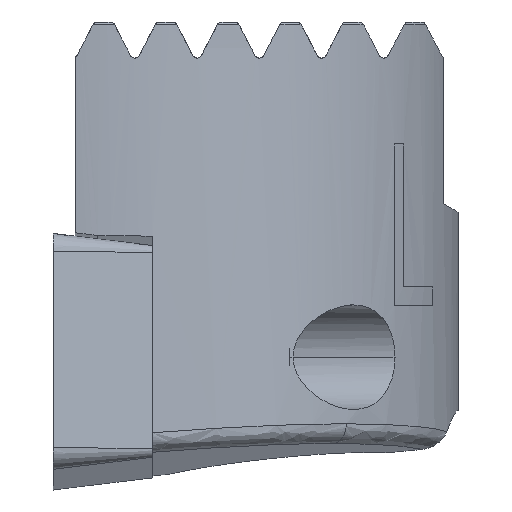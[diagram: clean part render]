
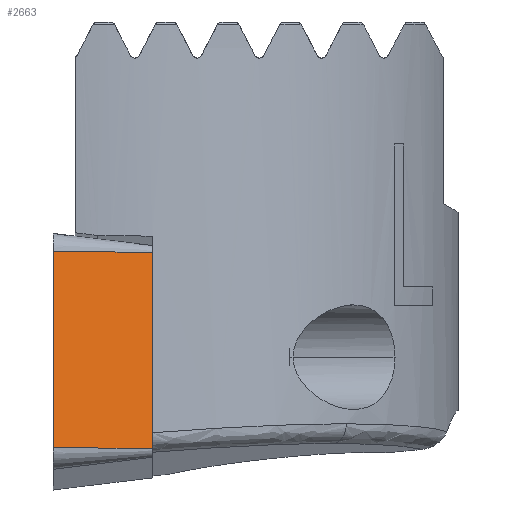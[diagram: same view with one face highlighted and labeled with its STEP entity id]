
A CAD part, left-side view. The second image highlights one B-rep face of the part: STEP entity #2663.
In plain terms, the highlighted planar face has unit normal (-0.987, -0.122, 0.104).
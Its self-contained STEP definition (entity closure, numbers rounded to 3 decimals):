
#1629=EDGE_CURVE('NONE',#2275,#3315,#4118,.T.);
#2093=EDGE_CURVE('NONE',#3495,#2275,#4627,.T.);
#2275=VERTEX_POINT('NONE',#4825);
#2297=EDGE_CURVE('NONE',#3495,#2923,#4850,.T.);
#2633=EDGE_CURVE('NONE',#3315,#2923,#5220,.T.);
#2663=ADVANCED_FACE('NONE',(#5252),#5253,.T.);
#2923=VERTEX_POINT('NONE',#5536);
#3315=VERTEX_POINT('NONE',#5958);
#3495=VERTEX_POINT('NONE',#6159);
#4118=LINE('',#7452,#7453);
#4627=LINE('',#8352,#8353);
#4825=CARTESIAN_POINT('',(0.489,-3.57,1.661));
#4850=LINE('',#8694,#8695);
#5220=LINE('',#9247,#9248);
#5252=FACE_OUTER_BOUND('',#9311,.T.);
#5253=PLANE('',#9312);
#5536=CARTESIAN_POINT('',(0.833,0.4,9.594));
#5958=CARTESIAN_POINT('',(0.004,0.4,1.712));
#6159=CARTESIAN_POINT('',(1.318,-3.57,9.543));
#7452=CARTESIAN_POINT('',(0.004,0.4,1.712));
#7453=VECTOR('',#12310,1000.0);
#8352=CARTESIAN_POINT('',(0.489,-3.57,1.661));
#8353=VECTOR('',#12870,1000.0);
#8694=CARTESIAN_POINT('',(0.833,0.4,9.594));
#8695=VECTOR('',#13115,1000.0);
#9247=CARTESIAN_POINT('',(0.004,0.4,1.712));
#9248=VECTOR('',#13628,1000.0);
#9311=EDGE_LOOP('',(#13656,#13657,#13658,#13659));
#9312=AXIS2_PLACEMENT_3D('',#13660,#13661,#13662);
#12310=DIRECTION('',(-0.121,0.993,0.013));
#12870=DIRECTION('',(-0.105,0.,-0.995));
#13115=DIRECTION('',(-0.121,0.993,0.013));
#13628=DIRECTION('',(0.105,0.,0.995));
#13656=ORIENTED_EDGE('',*,*,#2093,.F.);
#13657=ORIENTED_EDGE('',*,*,#2297,.T.);
#13658=ORIENTED_EDGE('',*,*,#2633,.F.);
#13659=ORIENTED_EDGE('',*,*,#1629,.F.);
#13660=CARTESIAN_POINT('',(0.004,0.4,1.712));
#13661=DIRECTION('',(-0.987,-0.122,0.104));
#13662=DIRECTION('',(-0.121,0.993,0.013));
